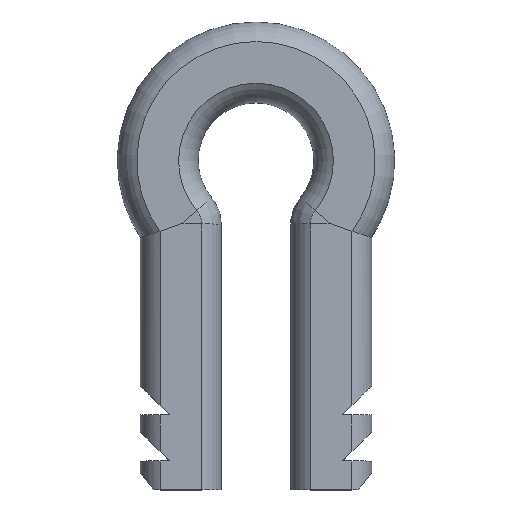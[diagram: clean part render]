
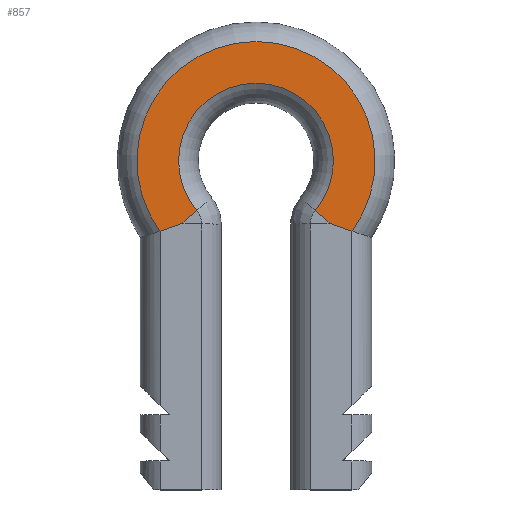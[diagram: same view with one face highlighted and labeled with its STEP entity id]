
A CAD part, top view. The second image highlights one B-rep face of the part: STEP entity #857.
In plain terms, the highlighted planar face has unit normal (0, 0, 1).
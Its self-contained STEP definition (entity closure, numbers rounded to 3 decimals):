
#44 = PLANE('',#45);
#45 = AXIS2_PLACEMENT_3D('',#46,#47,#48);
#46 = CARTESIAN_POINT('',(-1.803,0.,3.));
#47 = DIRECTION('',(0.,0.,-1.));
#48 = DIRECTION('',(-1.,0.,0.));
#383 = VERTEX_POINT('',#384);
#384 = CARTESIAN_POINT('',(-1.803,22.377,3.));
#410 = EDGE_CURVE('',#411,#383,#413,.T.);
#411 = VERTEX_POINT('',#412);
#412 = CARTESIAN_POINT('',(0.,23.,3.));
#413 = SURFACE_CURVE('',#414,(#418,#425),.PCURVE_S1.);
#414 = LINE('',#415,#416);
#415 = CARTESIAN_POINT('',(0.,23.,3.));
#416 = VECTOR('',#417,1.);
#417 = DIRECTION('',(-0.945,-0.327,0.)
  );
#418 = PCURVE('',#44,#419);
#419 = DEFINITIONAL_REPRESENTATION('',(#420),#424);
#420 = LINE('',#421,#422);
#421 = CARTESIAN_POINT('',(-1.803,23.));
#422 = VECTOR('',#423,1.);
#423 = DIRECTION('',(0.945,-0.327));
#424 = ( GEOMETRIC_REPRESENTATION_CONTEXT(2) 
PARAMETRIC_REPRESENTATION_CONTEXT() REPRESENTATION_CONTEXT('2D SPACE',''
  ) );
#425 = PCURVE('',#426,#431);
#426 = PLANE('',#427);
#427 = AXIS2_PLACEMENT_3D('',#428,#429,#430);
#428 = CARTESIAN_POINT('',(6.5,36.977,3.));
#429 = DIRECTION('',(0.,0.,1.));
#430 = DIRECTION('',(1.,0.,0.));
#431 = DEFINITIONAL_REPRESENTATION('',(#432),#436);
#432 = LINE('',#433,#434);
#433 = CARTESIAN_POINT('',(-6.5,-13.977));
#434 = VECTOR('',#435,1.);
#435 = DIRECTION('',(-0.945,-0.327));
#436 = ( GEOMETRIC_REPRESENTATION_CONTEXT(2) 
PARAMETRIC_REPRESENTATION_CONTEXT() REPRESENTATION_CONTEXT('2D SPACE',''
  ) );
#452 = PLANE('',#453);
#453 = AXIS2_PLACEMENT_3D('',#454,#455,#456);
#454 = CARTESIAN_POINT('',(0.847,23.309,3.));
#455 = DIRECTION('',(0.,0.,1.));
#456 = DIRECTION('',(-0.343,0.939,0.)
  );
#814 = VERTEX_POINT('',#815);
#815 = CARTESIAN_POINT('',(1.379,24.162,3.));
#837 = EDGE_CURVE('',#814,#411,#838,.T.);
#838 = SURFACE_CURVE('',#839,(#843,#850),.PCURVE_S1.);
#839 = LINE('',#840,#841);
#840 = CARTESIAN_POINT('',(-1.379,21.838,3.));
#841 = VECTOR('',#842,1.);
#842 = DIRECTION('',(-0.765,-0.644,0.
    ));
#843 = PCURVE('',#452,#844);
#844 = DEFINITIONAL_REPRESENTATION('',(#845),#849);
#845 = LINE('',#846,#847);
#846 = CARTESIAN_POINT('',(-0.618,2.595));
#847 = VECTOR('',#848,1.);
#848 = DIRECTION('',(-0.343,0.939));
#849 = ( GEOMETRIC_REPRESENTATION_CONTEXT(2) 
PARAMETRIC_REPRESENTATION_CONTEXT() REPRESENTATION_CONTEXT('2D SPACE',''
  ) );
#850 = PCURVE('',#426,#851);
#851 = DEFINITIONAL_REPRESENTATION('',(#852),#856);
#852 = LINE('',#853,#854);
#853 = CARTESIAN_POINT('',(-7.879,-15.139));
#854 = VECTOR('',#855,1.);
#855 = DIRECTION('',(-0.765,-0.644));
#856 = ( GEOMETRIC_REPRESENTATION_CONTEXT(2) 
PARAMETRIC_REPRESENTATION_CONTEXT() REPRESENTATION_CONTEXT('2D SPACE',''
  ) );
#857 = ADVANCED_FACE('',(#858),#426,.T.);
#858 = FACE_BOUND('',#859,.T.);
#859 = EDGE_LOOP('',(#860,#893,#921,#949,#980,#981));
#860 = ORIENTED_EDGE('',*,*,#861,.T.);
#861 = EDGE_CURVE('',#814,#862,#864,.T.);
#862 = VERTEX_POINT('',#863);
#863 = CARTESIAN_POINT('',(11.621,24.162,3.));
#864 = SURFACE_CURVE('',#865,(#870,#881),.PCURVE_S1.);
#865 = CIRCLE('',#866,6.697);
#866 = AXIS2_PLACEMENT_3D('',#867,#868,#869);
#867 = CARTESIAN_POINT('',(6.5,28.477,3.));
#868 = DIRECTION('',(0.,0.,-1.));
#869 = DIRECTION('',(1.,0.,0.));
#870 = PCURVE('',#426,#871);
#871 = DEFINITIONAL_REPRESENTATION('',(#872),#880);
#872 = ( BOUNDED_CURVE() B_SPLINE_CURVE(2,(#873,#874,#875,#876,#877,#878
,#879),.UNSPECIFIED.,.T.,.F.) B_SPLINE_CURVE_WITH_KNOTS((1,2,2,2,2,1),(
    -2.094,0.,2.094,4.189,6.283,
8.378),.UNSPECIFIED.) CURVE() GEOMETRIC_REPRESENTATION_ITEM() 
RATIONAL_B_SPLINE_CURVE((1.,0.5,1.,0.5,1.,0.5,1.)) REPRESENTATION_ITEM(
  '') );
#873 = CARTESIAN_POINT('',(6.697,-8.5));
#874 = CARTESIAN_POINT('',(6.697,-20.1));
#875 = CARTESIAN_POINT('',(-3.349,-14.3));
#876 = CARTESIAN_POINT('',(-13.394,-8.5));
#877 = CARTESIAN_POINT('',(-3.349,-2.7));
#878 = CARTESIAN_POINT('',(6.697,3.1));
#879 = CARTESIAN_POINT('',(6.697,-8.5));
#880 = ( GEOMETRIC_REPRESENTATION_CONTEXT(2) 
PARAMETRIC_REPRESENTATION_CONTEXT() REPRESENTATION_CONTEXT('2D SPACE',''
  ) );
#881 = PCURVE('',#882,#887);
#882 = TOROIDAL_SURFACE('',#883,8.5,3.5);
#883 = AXIS2_PLACEMENT_3D('',#884,#885,#886);
#884 = CARTESIAN_POINT('',(6.5,28.477,0.));
#885 = DIRECTION('',(0.,0.,-1.));
#886 = DIRECTION('',(1.,0.,0.));
#887 = DEFINITIONAL_REPRESENTATION('',(#888),#892);
#888 = LINE('',#889,#890);
#889 = CARTESIAN_POINT('',(0.,4.171));
#890 = VECTOR('',#891,1.);
#891 = DIRECTION('',(1.,0.));
#892 = ( GEOMETRIC_REPRESENTATION_CONTEXT(2) 
PARAMETRIC_REPRESENTATION_CONTEXT() REPRESENTATION_CONTEXT('2D SPACE',''
  ) );
#893 = ORIENTED_EDGE('',*,*,#894,.T.);
#894 = EDGE_CURVE('',#862,#895,#897,.T.);
#895 = VERTEX_POINT('',#896);
#896 = CARTESIAN_POINT('',(13.,23.,3.));
#897 = SURFACE_CURVE('',#898,(#902,#909),.PCURVE_S1.);
#898 = LINE('',#899,#900);
#899 = CARTESIAN_POINT('',(14.379,21.838,3.));
#900 = VECTOR('',#901,1.);
#901 = DIRECTION('',(0.765,-0.644,0.)
  );
#902 = PCURVE('',#426,#903);
#903 = DEFINITIONAL_REPRESENTATION('',(#904),#908);
#904 = LINE('',#905,#906);
#905 = CARTESIAN_POINT('',(7.879,-15.139));
#906 = VECTOR('',#907,1.);
#907 = DIRECTION('',(0.765,-0.644));
#908 = ( GEOMETRIC_REPRESENTATION_CONTEXT(2) 
PARAMETRIC_REPRESENTATION_CONTEXT() REPRESENTATION_CONTEXT('2D SPACE',''
  ) );
#909 = PCURVE('',#910,#915);
#910 = PLANE('',#911);
#911 = AXIS2_PLACEMENT_3D('',#912,#913,#914);
#912 = CARTESIAN_POINT('',(12.153,23.309,3.));
#913 = DIRECTION('',(0.,0.,1.));
#914 = DIRECTION('',(-0.343,-0.939,0.)
  );
#915 = DEFINITIONAL_REPRESENTATION('',(#916),#920);
#916 = LINE('',#917,#918);
#917 = CARTESIAN_POINT('',(0.618,2.595));
#918 = VECTOR('',#919,1.);
#919 = DIRECTION('',(0.343,0.939));
#920 = ( GEOMETRIC_REPRESENTATION_CONTEXT(2) 
PARAMETRIC_REPRESENTATION_CONTEXT() REPRESENTATION_CONTEXT('2D SPACE',''
  ) );
#921 = ORIENTED_EDGE('',*,*,#922,.T.);
#922 = EDGE_CURVE('',#895,#923,#925,.T.);
#923 = VERTEX_POINT('',#924);
#924 = CARTESIAN_POINT('',(14.803,22.377,3.));
#925 = SURFACE_CURVE('',#926,(#930,#937),.PCURVE_S1.);
#926 = LINE('',#927,#928);
#927 = CARTESIAN_POINT('',(13.,23.,3.));
#928 = VECTOR('',#929,1.);
#929 = DIRECTION('',(0.945,-0.327,0.)
  );
#930 = PCURVE('',#426,#931);
#931 = DEFINITIONAL_REPRESENTATION('',(#932),#936);
#932 = LINE('',#933,#934);
#933 = CARTESIAN_POINT('',(6.5,-13.977));
#934 = VECTOR('',#935,1.);
#935 = DIRECTION('',(0.945,-0.327));
#936 = ( GEOMETRIC_REPRESENTATION_CONTEXT(2) 
PARAMETRIC_REPRESENTATION_CONTEXT() REPRESENTATION_CONTEXT('2D SPACE',''
  ) );
#937 = PCURVE('',#938,#943);
#938 = PLANE('',#939);
#939 = AXIS2_PLACEMENT_3D('',#940,#941,#942);
#940 = CARTESIAN_POINT('',(14.803,23.,3.));
#941 = DIRECTION('',(0.,0.,-1.));
#942 = DIRECTION('',(1.,0.,0.));
#943 = DEFINITIONAL_REPRESENTATION('',(#944),#948);
#944 = LINE('',#945,#946);
#945 = CARTESIAN_POINT('',(-1.803,0.));
#946 = VECTOR('',#947,1.);
#947 = DIRECTION('',(0.945,0.327));
#948 = ( GEOMETRIC_REPRESENTATION_CONTEXT(2) 
PARAMETRIC_REPRESENTATION_CONTEXT() REPRESENTATION_CONTEXT('2D SPACE',''
  ) );
#949 = ORIENTED_EDGE('',*,*,#950,.F.);
#950 = EDGE_CURVE('',#383,#923,#951,.T.);
#951 = SURFACE_CURVE('',#952,(#957,#968),.PCURVE_S1.);
#952 = CIRCLE('',#953,10.303);
#953 = AXIS2_PLACEMENT_3D('',#954,#955,#956);
#954 = CARTESIAN_POINT('',(6.5,28.477,3.));
#955 = DIRECTION('',(0.,0.,-1.));
#956 = DIRECTION('',(1.,0.,0.));
#957 = PCURVE('',#426,#958);
#958 = DEFINITIONAL_REPRESENTATION('',(#959),#967);
#959 = ( BOUNDED_CURVE() B_SPLINE_CURVE(2,(#960,#961,#962,#963,#964,#965
,#966),.UNSPECIFIED.,.T.,.F.) B_SPLINE_CURVE_WITH_KNOTS((1,2,2,2,2,1),(
    -2.094,0.,2.094,4.189,6.283,
8.378),.UNSPECIFIED.) CURVE() GEOMETRIC_REPRESENTATION_ITEM() 
RATIONAL_B_SPLINE_CURVE((1.,0.5,1.,0.5,1.,0.5,1.)) REPRESENTATION_ITEM(
  '') );
#960 = CARTESIAN_POINT('',(10.303,-8.5));
#961 = CARTESIAN_POINT('',(10.303,-26.345));
#962 = CARTESIAN_POINT('',(-5.151,-17.422));
#963 = CARTESIAN_POINT('',(-20.606,-8.5));
#964 = CARTESIAN_POINT('',(-5.151,0.422));
#965 = CARTESIAN_POINT('',(10.303,9.345));
#966 = CARTESIAN_POINT('',(10.303,-8.5));
#967 = ( GEOMETRIC_REPRESENTATION_CONTEXT(2) 
PARAMETRIC_REPRESENTATION_CONTEXT() REPRESENTATION_CONTEXT('2D SPACE',''
  ) );
#968 = PCURVE('',#969,#974);
#969 = TOROIDAL_SURFACE('',#970,8.5,3.5);
#970 = AXIS2_PLACEMENT_3D('',#971,#972,#973);
#971 = CARTESIAN_POINT('',(6.5,28.477,0.));
#972 = DIRECTION('',(0.,0.,-1.));
#973 = DIRECTION('',(1.,0.,0.));
#974 = DEFINITIONAL_REPRESENTATION('',(#975),#979);
#975 = LINE('',#976,#977);
#976 = CARTESIAN_POINT('',(0.,5.253));
#977 = VECTOR('',#978,1.);
#978 = DIRECTION('',(1.,0.));
#979 = ( GEOMETRIC_REPRESENTATION_CONTEXT(2) 
PARAMETRIC_REPRESENTATION_CONTEXT() REPRESENTATION_CONTEXT('2D SPACE',''
  ) );
#980 = ORIENTED_EDGE('',*,*,#410,.F.);
#981 = ORIENTED_EDGE('',*,*,#837,.F.);
